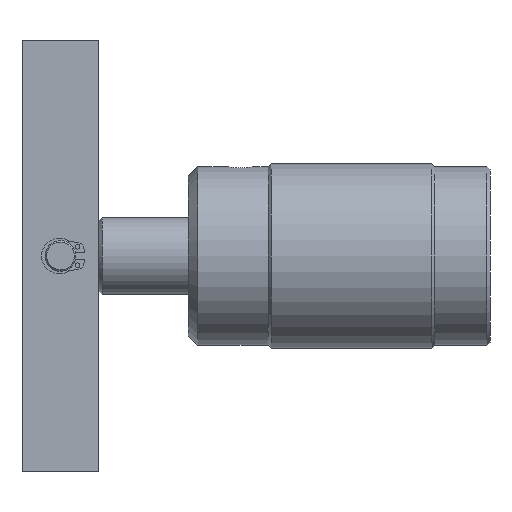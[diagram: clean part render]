
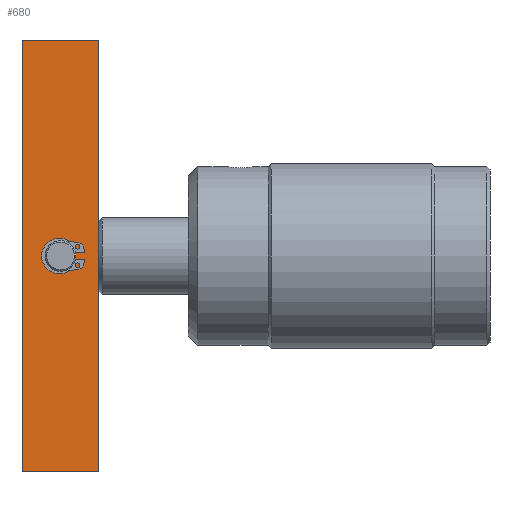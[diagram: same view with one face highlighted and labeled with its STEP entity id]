
A CAD part, left-side view. The second image highlights one B-rep face of the part: STEP entity #680.
In plain terms, the highlighted face is planar.
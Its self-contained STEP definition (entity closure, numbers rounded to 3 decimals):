
#680 = ADVANCED_FACE ( 'NONE', ( #2108, #2103 ), #1819, .F. ) ;
#1819 = PLANE ( 'NONE',  #3635 ) ;
#1856 = CARTESIAN_POINT ( 'NONE',  ( 0., 0., -12.5 ) ) ;
#1858 = DIRECTION ( 'NONE',  ( 0., 0., 1. ) ) ;
#1860 = DIRECTION ( 'NONE',  ( 1., 0., 0. ) ) ;
#2041 = VECTOR ( 'NONE', #4105, 1000. ) ;
#2043 = VECTOR ( 'NONE', #4110, 1000. ) ;
#2044 = LINE ( 'NONE', #4141, #2041 ) ;
#2045 = VECTOR ( 'NONE', #4145, 1000. ) ;
#2046 = LINE ( 'NONE', #4140, #2043 ) ;
#2049 = VECTOR ( 'NONE', #4171, 1000. ) ;
#2051 = LINE ( 'NONE', #4155, #2045 ) ;
#2052 = LINE ( 'NONE', #4168, #2049 ) ;
#2067 = CIRCLE ( 'NONE', #3613, 5. ) ;
#2088 = CIRCLE ( 'NONE', #3616, 5. ) ;
#2103 = FACE_BOUND ( 'NONE', #2183, .T. ) ;
#2108 = FACE_OUTER_BOUND ( 'NONE', #2288, .T. ) ;
#2183 = EDGE_LOOP ( 'NONE', ( #4552, #4554 ) ) ;
#2288 = EDGE_LOOP ( 'NONE', ( #4549, #4556, #4555, #4553 ) ) ;
#2404 = VERTEX_POINT ( 'NONE', #4069 ) ;
#2449 = VERTEX_POINT ( 'NONE', #3941 ) ;
#2450 = VERTEX_POINT ( 'NONE', #3938 ) ;
#2451 = VERTEX_POINT ( 'NONE', #3960 ) ;
#2474 = VERTEX_POINT ( 'NONE', #3878 ) ;
#2482 = VERTEX_POINT ( 'NONE', #3853 ) ;
#2841 = EDGE_CURVE ( 'NONE', #2450, #2482, #2088, .T. ) ;
#2846 = EDGE_CURVE ( 'NONE', #2482, #2450, #2067, .T. ) ;
#2853 = EDGE_CURVE ( 'NONE', #2449, #2474, #2052, .T. ) ;
#2855 = EDGE_CURVE ( 'NONE', #2451, #2449, #2051, .T. ) ;
#2857 = EDGE_CURVE ( 'NONE', #2404, #2451, #2046, .T. ) ;
#2858 = EDGE_CURVE ( 'NONE', #2474, #2404, #2044, .T. ) ;
#3613 = AXIS2_PLACEMENT_3D ( 'NONE', #4175, #4174, #4172 ) ;
#3616 = AXIS2_PLACEMENT_3D ( 'NONE', #4206, #4205, #4202 ) ;
#3635 = AXIS2_PLACEMENT_3D ( 'NONE', #1856, #1858, #1860 ) ;
#3853 = CARTESIAN_POINT ( 'NONE',  ( 5., 0., -12.5 ) ) ;
#3878 = CARTESIAN_POINT ( 'NONE',  ( 70., 12.5, -12.5 ) ) ;
#3938 = CARTESIAN_POINT ( 'NONE',  ( -5., 0., -12.5 ) ) ;
#3941 = CARTESIAN_POINT ( 'NONE',  ( 70., -12.5, -12.5 ) ) ;
#3960 = CARTESIAN_POINT ( 'NONE',  ( -70., -12.5, -12.5 ) ) ;
#4069 = CARTESIAN_POINT ( 'NONE',  ( -70., 12.5, -12.5 ) ) ;
#4105 = DIRECTION ( 'NONE',  ( -1., 0., 0. ) ) ;
#4110 = DIRECTION ( 'NONE',  ( 0., -1., 0. ) ) ;
#4140 = CARTESIAN_POINT ( 'NONE',  ( -70., 12.5, -12.5 ) ) ;
#4141 = CARTESIAN_POINT ( 'NONE',  ( -70., 12.5, -12.5 ) ) ;
#4145 = DIRECTION ( 'NONE',  ( 1., 0., 0. ) ) ;
#4155 = CARTESIAN_POINT ( 'NONE',  ( -70., -12.5, -12.5 ) ) ;
#4168 = CARTESIAN_POINT ( 'NONE',  ( 70., 12.5, -12.5 ) ) ;
#4171 = DIRECTION ( 'NONE',  ( 0., 1., 0. ) ) ;
#4172 = DIRECTION ( 'NONE',  ( 1., 0., 0. ) ) ;
#4174 = DIRECTION ( 'NONE',  ( 0., 0., 1. ) ) ;
#4175 = CARTESIAN_POINT ( 'NONE',  ( 0., 0., -12.5 ) ) ;
#4202 = DIRECTION ( 'NONE',  ( 1., 0., 0. ) ) ;
#4205 = DIRECTION ( 'NONE',  ( 0., 0., 1. ) ) ;
#4206 = CARTESIAN_POINT ( 'NONE',  ( 0., 0., -12.5 ) ) ;
#4549 = ORIENTED_EDGE ( 'NONE', *, *, #2853, .F. ) ;
#4552 = ORIENTED_EDGE ( 'NONE', *, *, #2841, .T. ) ;
#4553 = ORIENTED_EDGE ( 'NONE', *, *, #2858, .F. ) ;
#4554 = ORIENTED_EDGE ( 'NONE', *, *, #2846, .T. ) ;
#4555 = ORIENTED_EDGE ( 'NONE', *, *, #2857, .F. ) ;
#4556 = ORIENTED_EDGE ( 'NONE', *, *, #2855, .F. ) ;
